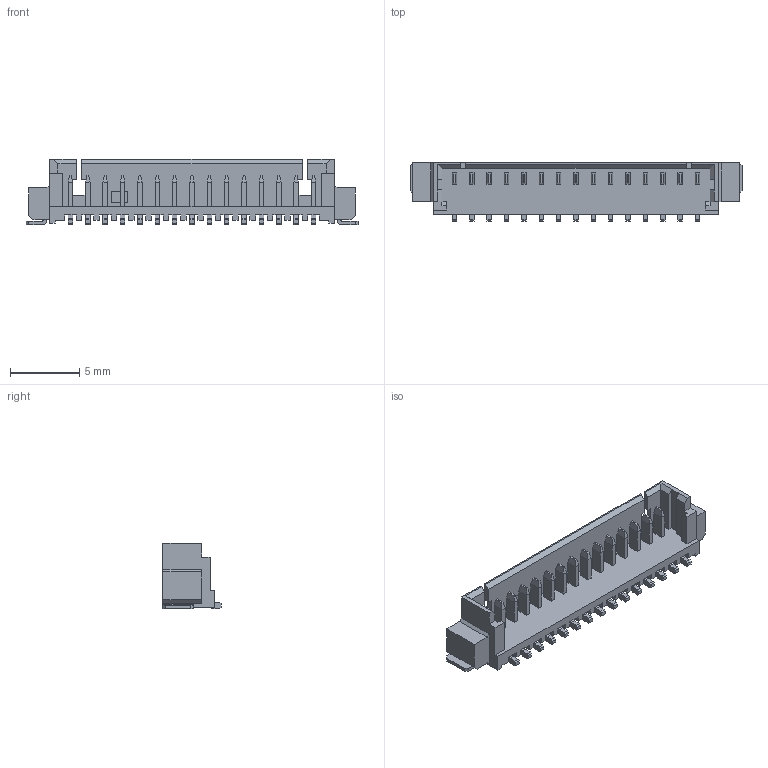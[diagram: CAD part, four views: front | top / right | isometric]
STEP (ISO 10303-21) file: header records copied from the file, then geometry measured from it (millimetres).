
FILE_DESCRIPTION((''),'2;1');
FILE_NAME('533981571','2014-06-17T',('me'),(''),'PRO/ENGINEER BY PARAMETRIC TECHNOLOGY CORPORATION, 2011490','PRO/ENGINEER BY PARAMETRIC TECHNOLOGY CORPORATION, 2011490','');
FILE_SCHEMA(('CONFIG_CONTROL_DESIGN'));
Length unit declared in the file: millimetre
Products named in the file (1): 533981571
Bounding box: 23.9 x 4.2 x 4.7 mm (x, y, z)
Volume: 126.6 mm3; surface area: 614.6 mm2
Topology: 1 solids, 2 shells, 576 faces, 1560 edges, 1042 vertices
Faces by surface type: plane 568, cylinder 8
Entity records: 17548 total; most frequent: CARTESIAN_POINT 3105, ORIENTED_EDGE 2970, DIRECTION 2724, VECTOR 1542, LINE 1542, EDGE_CURVE 1485, VERTEX_POINT 960, EDGE_LOOP 623
